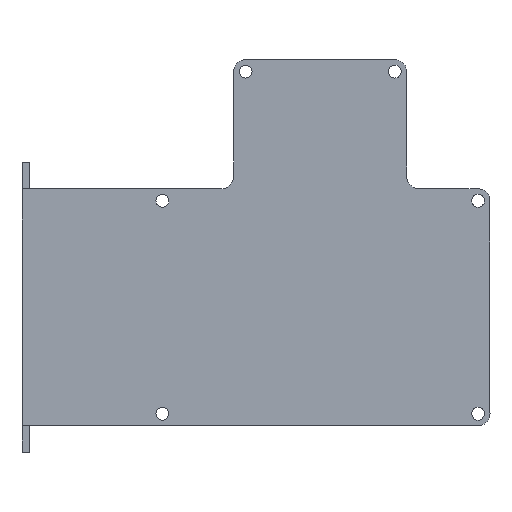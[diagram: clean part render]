
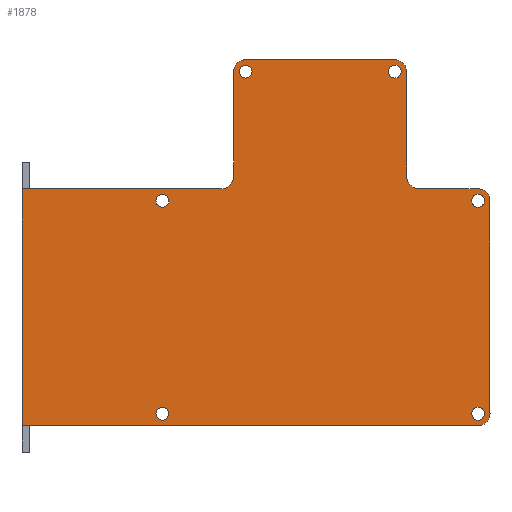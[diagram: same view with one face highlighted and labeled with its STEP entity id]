
A CAD part, front view. The second image highlights one B-rep face of the part: STEP entity #1878.
In plain terms, the highlighted planar face has unit normal (0, -1, 0).
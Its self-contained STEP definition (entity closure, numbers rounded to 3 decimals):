
#21=CIRCLE('',#1961,3.25);
#24=CIRCLE('',#1965,1.75);
#26=CIRCLE('',#1969,1.75);
#31=CIRCLE('',#1977,3.25);
#34=CIRCLE('',#1981,1.75);
#37=CIRCLE('',#1986,3.25);
#40=CIRCLE('',#1990,1.75);
#42=CIRCLE('',#1994,1.75);
#47=CIRCLE('',#2002,3.25);
#50=CIRCLE('',#2006,1.75);
#51=CIRCLE('',#2012,3.5);
#53=CIRCLE('',#2018,3.5);
#96=FACE_BOUND('',#307,.T.);
#97=FACE_BOUND('',#308,.T.);
#98=FACE_BOUND('',#309,.T.);
#99=FACE_BOUND('',#310,.T.);
#100=FACE_BOUND('',#311,.T.);
#101=FACE_BOUND('',#312,.T.);
#194=FACE_OUTER_BOUND('',#306,.T.);
#306=EDGE_LOOP('',(#1687,#1688,#1689,#1690,#1691,#1692,#1693,#1694,#1695,
#1696,#1697,#1698,#1699,#1700));
#307=EDGE_LOOP('',(#1701));
#308=EDGE_LOOP('',(#1702));
#309=EDGE_LOOP('',(#1703));
#310=EDGE_LOOP('',(#1704));
#311=EDGE_LOOP('',(#1705));
#312=EDGE_LOOP('',(#1706));
#512=LINE('',#2992,#735);
#516=LINE('',#2997,#739);
#518=LINE('',#3001,#741);
#522=LINE('',#3012,#745);
#524=LINE('',#3015,#747);
#526=LINE('',#3019,#749);
#530=LINE('',#3031,#753);
#534=LINE('',#3036,#757);
#735=VECTOR('',#2457,10.);
#739=VECTOR('',#2463,10.);
#741=VECTOR('',#2467,10.);
#745=VECTOR('',#2479,10.);
#747=VECTOR('',#2483,10.);
#749=VECTOR('',#2487,10.);
#753=VECTOR('',#2499,10.);
#757=VECTOR('',#2505,10.);
#882=VERTEX_POINT('',#2885);
#883=VERTEX_POINT('',#2887);
#886=VERTEX_POINT('',#2895);
#888=VERTEX_POINT('',#2902);
#894=VERTEX_POINT('',#2919);
#895=VERTEX_POINT('',#2921);
#898=VERTEX_POINT('',#2929);
#902=VERTEX_POINT('',#2940);
#903=VERTEX_POINT('',#2942);
#906=VERTEX_POINT('',#2950);
#908=VERTEX_POINT('',#2957);
#914=VERTEX_POINT('',#2973);
#915=VERTEX_POINT('',#2975);
#919=VERTEX_POINT('',#2985);
#920=VERTEX_POINT('',#2991);
#921=VERTEX_POINT('',#3000);
#923=VERTEX_POINT('',#3006);
#925=VERTEX_POINT('',#3018);
#927=VERTEX_POINT('',#3024);
#929=VERTEX_POINT('',#3030);
#1112=EDGE_CURVE('',#882,#883,#21,.T.);
#1117=EDGE_CURVE('',#886,#886,#24,.T.);
#1120=EDGE_CURVE('',#888,#888,#26,.T.);
#1128=EDGE_CURVE('',#894,#895,#31,.T.);
#1133=EDGE_CURVE('',#898,#898,#34,.T.);
#1138=EDGE_CURVE('',#902,#903,#37,.T.);
#1143=EDGE_CURVE('',#906,#906,#40,.T.);
#1146=EDGE_CURVE('',#908,#908,#42,.T.);
#1153=EDGE_CURVE('',#914,#915,#47,.T.);
#1159=EDGE_CURVE('',#919,#919,#50,.T.);
#1161=EDGE_CURVE('',#920,#883,#512,.T.);
#1165=EDGE_CURVE('',#903,#882,#516,.T.);
#1167=EDGE_CURVE('',#902,#921,#518,.T.);
#1170=EDGE_CURVE('',#921,#923,#51,.T.);
#1173=EDGE_CURVE('',#915,#923,#522,.T.);
#1175=EDGE_CURVE('',#914,#895,#524,.T.);
#1177=EDGE_CURVE('',#925,#894,#526,.T.);
#1180=EDGE_CURVE('',#925,#927,#53,.T.);
#1183=EDGE_CURVE('',#929,#927,#530,.T.);
#1187=EDGE_CURVE('',#920,#929,#534,.T.);
#1687=ORIENTED_EDGE('',*,*,#1161,.T.);
#1688=ORIENTED_EDGE('',*,*,#1112,.F.);
#1689=ORIENTED_EDGE('',*,*,#1165,.F.);
#1690=ORIENTED_EDGE('',*,*,#1138,.F.);
#1691=ORIENTED_EDGE('',*,*,#1167,.T.);
#1692=ORIENTED_EDGE('',*,*,#1170,.T.);
#1693=ORIENTED_EDGE('',*,*,#1173,.F.);
#1694=ORIENTED_EDGE('',*,*,#1153,.F.);
#1695=ORIENTED_EDGE('',*,*,#1175,.T.);
#1696=ORIENTED_EDGE('',*,*,#1128,.F.);
#1697=ORIENTED_EDGE('',*,*,#1177,.F.);
#1698=ORIENTED_EDGE('',*,*,#1180,.T.);
#1699=ORIENTED_EDGE('',*,*,#1183,.F.);
#1700=ORIENTED_EDGE('',*,*,#1187,.F.);
#1701=ORIENTED_EDGE('',*,*,#1117,.F.);
#1702=ORIENTED_EDGE('',*,*,#1120,.F.);
#1703=ORIENTED_EDGE('',*,*,#1133,.F.);
#1704=ORIENTED_EDGE('',*,*,#1143,.F.);
#1705=ORIENTED_EDGE('',*,*,#1146,.F.);
#1706=ORIENTED_EDGE('',*,*,#1159,.F.);
#1785=PLANE('',#2023);
#1878=ADVANCED_FACE('',(#194,#96,#97,#98,#99,#100,#101),#1785,.F.);
#1961=AXIS2_PLACEMENT_3D('',#2888,#2342,#2343);
#1965=AXIS2_PLACEMENT_3D('',#2897,#2352,#2353);
#1969=AXIS2_PLACEMENT_3D('',#2904,#2361,#2362);
#1977=AXIS2_PLACEMENT_3D('',#2922,#2380,#2381);
#1981=AXIS2_PLACEMENT_3D('',#2931,#2390,#2391);
#1986=AXIS2_PLACEMENT_3D('',#2943,#2402,#2403);
#1990=AXIS2_PLACEMENT_3D('',#2952,#2412,#2413);
#1994=AXIS2_PLACEMENT_3D('',#2959,#2421,#2422);
#2002=AXIS2_PLACEMENT_3D('',#2976,#2439,#2440);
#2006=AXIS2_PLACEMENT_3D('',#2987,#2450,#2451);
#2012=AXIS2_PLACEMENT_3D('',#3007,#2472,#2473);
#2018=AXIS2_PLACEMENT_3D('',#3025,#2492,#2493);
#2023=AXIS2_PLACEMENT_3D('',#3039,#2509,#2510);
#2342=DIRECTION('center_axis',(0.,1.,0.));
#2343=DIRECTION('ref_axis',(1.,0.,0.));
#2352=DIRECTION('center_axis',(0.,-1.,0.));
#2353=DIRECTION('ref_axis',(1.,0.,0.));
#2361=DIRECTION('center_axis',(0.,-1.,0.));
#2362=DIRECTION('ref_axis',(1.,0.,0.));
#2380=DIRECTION('center_axis',(0.,1.,0.));
#2381=DIRECTION('ref_axis',(1.,0.,0.));
#2390=DIRECTION('center_axis',(0.,-1.,0.));
#2391=DIRECTION('ref_axis',(1.,0.,0.));
#2402=DIRECTION('center_axis',(0.,1.,0.));
#2403=DIRECTION('ref_axis',(1.,0.,0.));
#2412=DIRECTION('center_axis',(0.,-1.,0.));
#2413=DIRECTION('ref_axis',(1.,0.,0.));
#2421=DIRECTION('center_axis',(0.,-1.,0.));
#2422=DIRECTION('ref_axis',(1.,0.,0.));
#2439=DIRECTION('center_axis',(0.,1.,0.));
#2440=DIRECTION('ref_axis',(1.,0.,0.));
#2450=DIRECTION('center_axis',(0.,-1.,0.));
#2451=DIRECTION('ref_axis',(1.,0.,0.));
#2457=DIRECTION('',(1.,0.,0.));
#2463=DIRECTION('',(0.,0.,-1.));
#2467=DIRECTION('',(-1.,0.,0.));
#2472=DIRECTION('center_axis',(0.,1.,0.));
#2473=DIRECTION('ref_axis',(0.,0.,-1.));
#2479=DIRECTION('',(0.,0.,-1.));
#2483=DIRECTION('',(-1.,0.,0.));
#2487=DIRECTION('',(0.,0.,1.));
#2492=DIRECTION('center_axis',(0.,1.,0.));
#2493=DIRECTION('ref_axis',(1.,0.,0.));
#2499=DIRECTION('',(1.,0.,0.));
#2505=DIRECTION('',(0.,0.,1.));
#2509=DIRECTION('center_axis',(0.,1.,0.));
#2510=DIRECTION('ref_axis',(1.,0.,0.));
#2885=CARTESIAN_POINT('',(89.25,0.,-58.));
#2887=CARTESIAN_POINT('',(86.,0.,-61.25));
#2888=CARTESIAN_POINT('Origin',(86.,0.,-58.));
#2895=CARTESIAN_POINT('',(84.25,0.,-58.));
#2897=CARTESIAN_POINT('Origin',(86.,0.,-58.));
#2902=CARTESIAN_POINT('',(-1.75,0.,-58.));
#2904=CARTESIAN_POINT('Origin',(0.,0.,-58.));
#2919=CARTESIAN_POINT('',(19.43,0.,35.19));
#2921=CARTESIAN_POINT('',(22.68,0.,38.44));
#2922=CARTESIAN_POINT('Origin',(22.68,0.,35.19));
#2929=CARTESIAN_POINT('',(20.93,0.,35.19));
#2931=CARTESIAN_POINT('Origin',(22.68,0.,35.19));
#2940=CARTESIAN_POINT('',(86.,0.,3.25));
#2942=CARTESIAN_POINT('',(89.25,0.,0.));
#2943=CARTESIAN_POINT('Origin',(86.,0.,0.));
#2950=CARTESIAN_POINT('',(84.25,0.,0.));
#2952=CARTESIAN_POINT('Origin',(86.,0.,0.));
#2957=CARTESIAN_POINT('',(-1.75,0.,0.));
#2959=CARTESIAN_POINT('Origin',(0.,0.,0.));
#2973=CARTESIAN_POINT('',(63.32,0.,38.44));
#2975=CARTESIAN_POINT('',(66.57,0.,35.246));
#2976=CARTESIAN_POINT('Origin',(63.32,0.,35.19));
#2985=CARTESIAN_POINT('',(61.57,0.,35.19));
#2987=CARTESIAN_POINT('Origin',(63.32,0.,35.19));
#2991=CARTESIAN_POINT('',(-38.25,0.,-61.25));
#2992=CARTESIAN_POINT('',(70.07,0.,-61.25));
#2997=CARTESIAN_POINT('',(89.25,0.,0.));
#3000=CARTESIAN_POINT('',(70.07,0.,3.25));
#3001=CARTESIAN_POINT('',(86.,0.,3.25));
#3006=CARTESIAN_POINT('',(66.57,0.,6.75));
#3007=CARTESIAN_POINT('Origin',(70.07,0.,6.75));
#3012=CARTESIAN_POINT('',(66.57,0.,35.246));
#3015=CARTESIAN_POINT('',(63.32,0.,38.44));
#3018=CARTESIAN_POINT('',(19.43,0.,6.75));
#3019=CARTESIAN_POINT('',(19.43,0.,6.75));
#3024=CARTESIAN_POINT('',(15.93,0.,3.25));
#3025=CARTESIAN_POINT('Origin',(15.93,0.,6.75));
#3030=CARTESIAN_POINT('',(-38.25,0.,3.25));
#3031=CARTESIAN_POINT('',(-38.25,0.,3.25));
#3036=CARTESIAN_POINT('',(-38.25,0.,-61.25));
#3039=CARTESIAN_POINT('Origin',(25.5,0.,-11.405));
